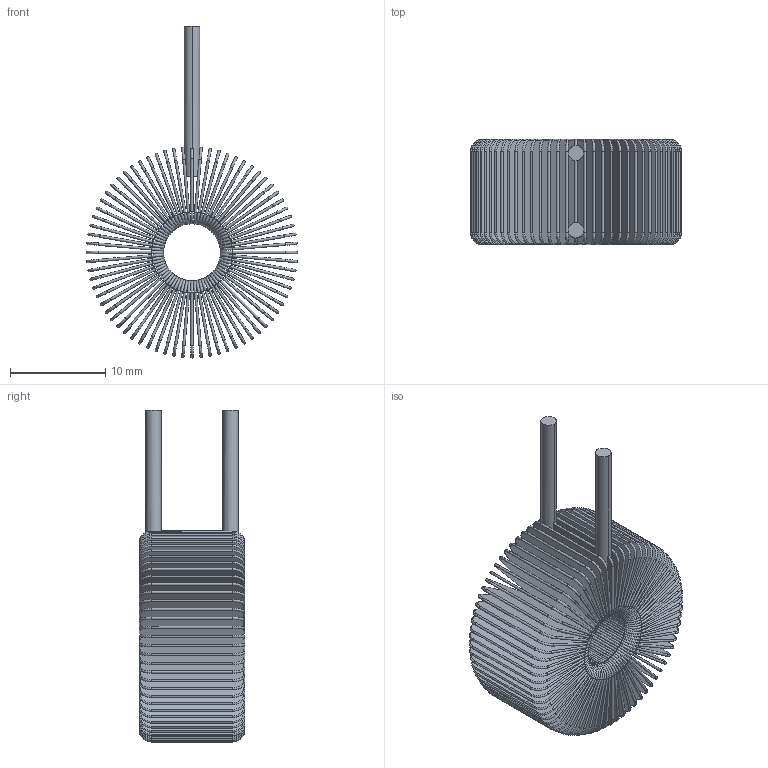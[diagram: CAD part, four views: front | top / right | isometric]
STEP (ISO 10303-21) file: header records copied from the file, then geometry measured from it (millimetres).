
FILE_DESCRIPTION((''),'2;1');
FILE_NAME('5701-RC','2012-08-13T',('ryans'),('Bourns, Inc.'),'PRO/ENGINEER BY PARAMETRIC TECHNOLOGY CORPORATION, 2010100','PRO/ENGINEER BY PARAMETRIC TECHNOLOGY CORPORATION, 2010100','');
FILE_SCHEMA(('CONFIG_CONTROL_DESIGN'));
Length unit declared in the file: inch
Products named in the file (1): 5701-RC
Bounding box: 22.23 x 11.1 x 34.92 mm (x, y, z)
Volume: 1669 mm3; surface area: 13296.1 mm2
Topology: 70 solids, 70 shells, 730 faces, 1770 edges, 1180 vertices
Faces by surface type: cylinder 292, torus 288, plane 150
Entity records: 22033 total; most frequent: DIRECTION 4380, CARTESIAN_POINT 3791, ORIENTED_EDGE 3540, AXIS2_PLACEMENT_3D 1892, EDGE_CURVE 1770, VERTEX_POINT 1180, CIRCLE 1162, EDGE_LOOP 734
